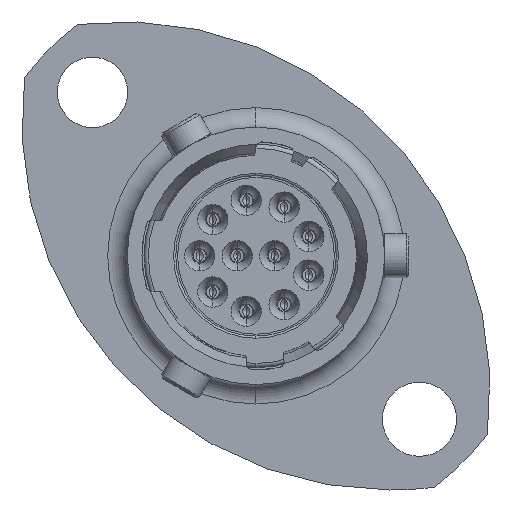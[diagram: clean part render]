
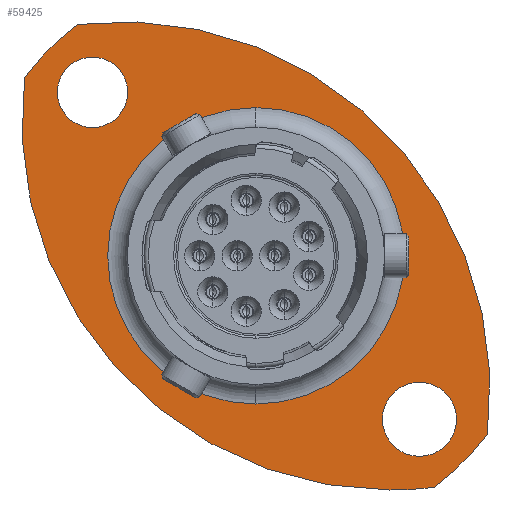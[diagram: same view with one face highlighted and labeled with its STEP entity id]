
A CAD part, left-side view. The second image highlights one B-rep face of the part: STEP entity #59425.
In plain terms, the highlighted planar face has unit normal (-1, 0, 0).
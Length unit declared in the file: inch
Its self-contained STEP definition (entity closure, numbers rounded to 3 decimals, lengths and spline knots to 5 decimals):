
#203 = AXIS2_PLACEMENT_3D ( 'NONE', #2571, #42259, #8245 ) ;
#1231 = AXIS2_PLACEMENT_3D ( 'NONE', #61569, #27614, #67254 ) ;
#2571 = CARTESIAN_POINT ( 'NONE',  ( 0.62913, 0., 0. ) ) ;
#3472 = CARTESIAN_POINT ( 'NONE',  ( 0.62913, -0.29718, -0.36457 ) ) ;
#3696 = CARTESIAN_POINT ( 'NONE',  ( 0.62913, 0.29718, 0.36116 ) ) ;
#4881 = CIRCLE ( 'NONE', #24665, 0.26949 ) ;
#7450 = CARTESIAN_POINT ( 'NONE',  ( 0.62913, -0.32472, -0.42077 ) ) ;
#7920 = CIRCLE ( 'NONE', #46050, 0.06398 ) ;
#8245 = DIRECTION ( 'NONE',  ( 0., 0., 1. ) ) ;
#11040 = CARTESIAN_POINT ( 'NONE',  ( 0.62913, -0.42077, -0.32472 ) ) ;
#11660 = EDGE_CURVE ( 'NONE', #64766, #63138, #69046, .T. ) ;
#11795 = FACE_OUTER_BOUND ( 'NONE', #30765, .T. ) ;
#12834 = AXIS2_PLACEMENT_3D ( 'NONE', #54998, #21067, #60691 ) ;
#13245 = CARTESIAN_POINT ( 'NONE',  ( 0.62913, -0.24359, 0.24359 ) ) ;
#13406 = CARTESIAN_POINT ( 'NONE',  ( 0.62913, 0., 0. ) ) ;
#14158 = VERTEX_POINT ( 'NONE', #64644 ) ;
#15183 = ORIENTED_EDGE ( 'NONE', *, *, #40391, .F. ) ;
#18119 = CARTESIAN_POINT ( 'NONE',  ( 0.62913, 0., -0.26949 ) ) ;
#18951 = DIRECTION ( 'NONE',  ( 0., 0., -1. ) ) ;
#19122 = DIRECTION ( 'NONE',  ( 0., 0., -1. ) ) ;
#19141 = CIRCLE ( 'NONE', #12834, 0.06739 ) ;
#19796 = CIRCLE ( 'NONE', #203, 0.5315 ) ;
#20228 = CARTESIAN_POINT ( 'NONE',  ( 0.62913, 0.24359, -0.24359 ) ) ;
#21067 = DIRECTION ( 'NONE',  ( -1., 0., 0. ) ) ;
#21448 = ORIENTED_EDGE ( 'NONE', *, *, #68304, .T. ) ;
#22207 = CIRCLE ( 'NONE', #24192, 0.66929 ) ;
#23427 = AXIS2_PLACEMENT_3D ( 'NONE', #20228, #59870, #25957 ) ;
#24192 = AXIS2_PLACEMENT_3D ( 'NONE', #30501, #70191, #36206 ) ;
#24665 = AXIS2_PLACEMENT_3D ( 'NONE', #13406, #53039, #19122 ) ;
#25957 = DIRECTION ( 'NONE',  ( 0., 0., -1. ) ) ;
#26611 = CIRCLE ( 'NONE', #39092, 0.06739 ) ;
#26898 = ORIENTED_EDGE ( 'NONE', *, *, #29510, .T. ) ;
#26920 = FACE_BOUND ( 'NONE', #60982, .T. ) ;
#27614 = DIRECTION ( 'NONE',  ( 1., 0., 0. ) ) ;
#27666 = DIRECTION ( 'NONE',  ( 1., 0., 0. ) ) ;
#29510 = EDGE_CURVE ( 'NONE', #45944, #55056, #22207, .T. ) ;
#29819 = CARTESIAN_POINT ( 'NONE',  ( 0.62913, 0., 0. ) ) ;
#30501 = CARTESIAN_POINT ( 'NONE',  ( 0.62913, -0.24359, 0.24359 ) ) ;
#30765 = EDGE_LOOP ( 'NONE', ( #35250, #26898, #57647, #21448, #31570 ) ) ;
#30780 = CARTESIAN_POINT ( 'NONE',  ( 0.62913, 0., 0.26949 ) ) ;
#31062 = CARTESIAN_POINT ( 'NONE',  ( 0.62913, -0.29718, -0.29718 ) ) ;
#31570 = ORIENTED_EDGE ( 'NONE', *, *, #47087, .T. ) ;
#32083 = DIRECTION ( 'NONE',  ( -1., 0., 0. ) ) ;
#33763 = VERTEX_POINT ( 'NONE', #30780 ) ;
#33843 = CARTESIAN_POINT ( 'NONE',  ( 0.62913, 0.29718, 0.29718 ) ) ;
#33900 = VERTEX_POINT ( 'NONE', #3472 ) ;
#34193 = AXIS2_PLACEMENT_3D ( 'NONE', #33843, #73558, #39588 ) ;
#35250 = ORIENTED_EDGE ( 'NONE', *, *, #58012, .T. ) ;
#35541 = DIRECTION ( 'NONE',  ( 0., 0., 1. ) ) ;
#36206 = DIRECTION ( 'NONE',  ( 0., 0., -1. ) ) ;
#36771 = DIRECTION ( 'NONE',  ( 0., 0., -1. ) ) ;
#38236 = EDGE_CURVE ( 'NONE', #33763, #47547, #4881, .T. ) ;
#39092 = AXIS2_PLACEMENT_3D ( 'NONE', #31062, #70763, #36771 ) ;
#39588 = DIRECTION ( 'NONE',  ( 0., 0., -1. ) ) ;
#40391 = EDGE_CURVE ( 'NONE', #61612, #33900, #26611, .T. ) ;
#40662 = CARTESIAN_POINT ( 'NONE',  ( 0.62913, -0.29718, -0.22979 ) ) ;
#40958 = CARTESIAN_POINT ( 'NONE',  ( 0.62913, -0.24359, -0.4257 ) ) ;
#42259 = DIRECTION ( 'NONE',  ( -1., 0., 0. ) ) ;
#43638 = CARTESIAN_POINT ( 'NONE',  ( 0.62913, 0.29718, 0.2332 ) ) ;
#45156 = ORIENTED_EDGE ( 'NONE', *, *, #11660, .F. ) ;
#45944 = VERTEX_POINT ( 'NONE', #40958 ) ;
#46050 = AXIS2_PLACEMENT_3D ( 'NONE', #66048, #32083, #71788 ) ;
#47087 = EDGE_CURVE ( 'NONE', #66901, #14158, #53696, .T. ) ;
#47547 = VERTEX_POINT ( 'NONE', #18119 ) ;
#48395 = EDGE_CURVE ( 'NONE', #63138, #64766, #7920, .T. ) ;
#52486 = CIRCLE ( 'NONE', #1231, 0.26949 ) ;
#52881 = DIRECTION ( 'NONE',  ( -1., 0., 0. ) ) ;
#53039 = DIRECTION ( 'NONE',  ( 1., 0., 0. ) ) ;
#53696 = CIRCLE ( 'NONE', #67804, 0.5315 ) ;
#54998 = CARTESIAN_POINT ( 'NONE',  ( 0.62913, -0.29718, -0.29718 ) ) ;
#55056 = VERTEX_POINT ( 'NONE', #7450 ) ;
#57647 = ORIENTED_EDGE ( 'NONE', *, *, #63988, .T. ) ;
#58012 = EDGE_CURVE ( 'NONE', #14158, #45944, #62882, .T. ) ;
#58745 = EDGE_CURVE ( 'NONE', #33900, #61612, #19141, .T. ) ;
#59425 = ADVANCED_FACE ( 'NONE', ( #26920, #70371, #72158, #11795 ), #67066, .F. ) ;
#59839 = ORIENTED_EDGE ( 'NONE', *, *, #60940, .T. ) ;
#59870 = DIRECTION ( 'NONE',  ( -1., 0., 0. ) ) ;
#60561 = CIRCLE ( 'NONE', #23427, 0.66929 ) ;
#60691 = DIRECTION ( 'NONE',  ( 0., 0., -1. ) ) ;
#60709 = EDGE_LOOP ( 'NONE', ( #70289, #15183 ) ) ;
#60940 = EDGE_CURVE ( 'NONE', #47547, #33763, #52486, .T. ) ;
#60982 = EDGE_LOOP ( 'NONE', ( #59839, #61681 ) ) ;
#61283 = EDGE_LOOP ( 'NONE', ( #70256, #45156 ) ) ;
#61569 = CARTESIAN_POINT ( 'NONE',  ( 0.62913, 0., 0. ) ) ;
#61612 = VERTEX_POINT ( 'NONE', #40662 ) ;
#61624 = CARTESIAN_POINT ( 'NONE',  ( 0.62913, 0.23406, 0. ) ) ;
#61681 = ORIENTED_EDGE ( 'NONE', *, *, #38236, .T. ) ;
#62882 = CIRCLE ( 'NONE', #63115, 0.66929 ) ;
#63115 = AXIS2_PLACEMENT_3D ( 'NONE', #13245, #52881, #18951 ) ;
#63138 = VERTEX_POINT ( 'NONE', #43638 ) ;
#63802 = VERTEX_POINT ( 'NONE', #11040 ) ;
#63988 = EDGE_CURVE ( 'NONE', #55056, #63802, #19796, .T. ) ;
#64644 = CARTESIAN_POINT ( 'NONE',  ( 0.62913, 0.42077, 0.32472 ) ) ;
#64766 = VERTEX_POINT ( 'NONE', #3696 ) ;
#66048 = CARTESIAN_POINT ( 'NONE',  ( 0.62913, 0.29718, 0.29718 ) ) ;
#66901 = VERTEX_POINT ( 'NONE', #70897 ) ;
#67066 = PLANE ( 'NONE',  #68023 ) ;
#67254 = DIRECTION ( 'NONE',  ( 0., 0., -1. ) ) ;
#67304 = DIRECTION ( 'NONE',  ( 0., 0., -1. ) ) ;
#67804 = AXIS2_PLACEMENT_3D ( 'NONE', #29819, #69537, #35541 ) ;
#68023 = AXIS2_PLACEMENT_3D ( 'NONE', #61624, #27666, #67304 ) ;
#68304 = EDGE_CURVE ( 'NONE', #63802, #66901, #60561, .T. ) ;
#69046 = CIRCLE ( 'NONE', #34193, 0.06398 ) ;
#69537 = DIRECTION ( 'NONE',  ( -1., 0., 0. ) ) ;
#70191 = DIRECTION ( 'NONE',  ( -1., 0., 0. ) ) ;
#70256 = ORIENTED_EDGE ( 'NONE', *, *, #48395, .F. ) ;
#70289 = ORIENTED_EDGE ( 'NONE', *, *, #58745, .F. ) ;
#70371 = FACE_BOUND ( 'NONE', #60709, .T. ) ;
#70763 = DIRECTION ( 'NONE',  ( -1., 0., 0. ) ) ;
#70897 = CARTESIAN_POINT ( 'NONE',  ( 0.62913, 0.32472, 0.42077 ) ) ;
#71788 = DIRECTION ( 'NONE',  ( 0., 0., -1. ) ) ;
#72158 = FACE_BOUND ( 'NONE', #61283, .T. ) ;
#73558 = DIRECTION ( 'NONE',  ( -1., 0., 0. ) ) ;
